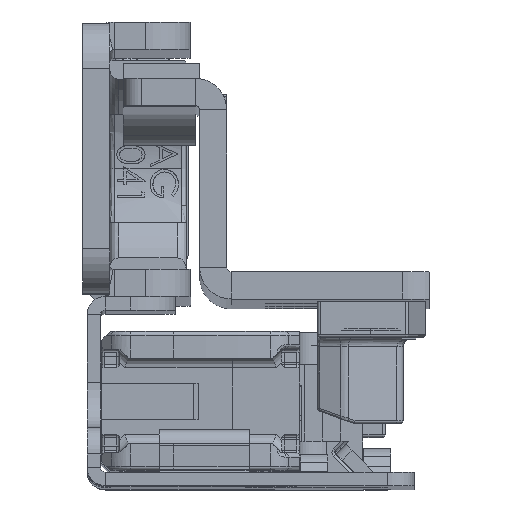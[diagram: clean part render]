
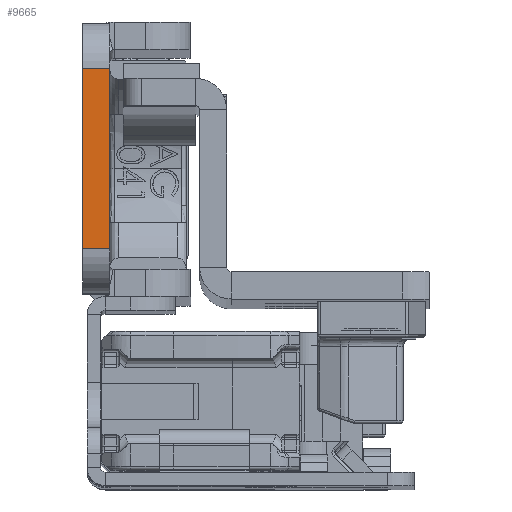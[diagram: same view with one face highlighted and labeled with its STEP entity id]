
A CAD part, top view. The second image highlights one B-rep face of the part: STEP entity #9665.
In plain terms, the highlighted planar face has unit normal (0, 0, 1).
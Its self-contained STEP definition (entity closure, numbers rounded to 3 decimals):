
#802 = LINE ( 'NONE', #34308, #38779 ) ;
#2382 = EDGE_LOOP ( 'NONE', ( #9555, #25154, #10854, #34837 ) ) ;
#2573 = LINE ( 'NONE', #52895, #61743 ) ;
#5980 = LINE ( 'NONE', #12552, #60762 ) ;
#7469 = LINE ( 'NONE', #68333, #52264 ) ;
#9555 = ORIENTED_EDGE ( 'NONE', *, *, #68060, .F. ) ;
#9665 = ADVANCED_FACE ( 'NONE', ( #71286 ), #10429, .F. ) ;
#10429 = PLANE ( 'NONE',  #57466 ) ;
#10854 = ORIENTED_EDGE ( 'NONE', *, *, #51350, .T. ) ;
#11009 = DIRECTION ( 'NONE',  ( -1., 0., 0. ) ) ;
#11234 = CARTESIAN_POINT ( 'NONE',  ( 3., 10., 0. ) ) ;
#12552 = CARTESIAN_POINT ( 'NONE',  ( 3., -22.5, 0. ) ) ;
#12645 = EDGE_CURVE ( 'NONE', #38918, #51112, #2573, .T. ) ;
#13874 = DIRECTION ( 'NONE',  ( 0., -1., 0. ) ) ;
#14616 = VERTEX_POINT ( 'NONE', #11234 ) ;
#21343 = DIRECTION ( 'NONE',  ( -1., 0., 0. ) ) ;
#23147 = DIRECTION ( 'NONE',  ( -1., 0., 0. ) ) ;
#25154 = ORIENTED_EDGE ( 'NONE', *, *, #54898, .F. ) ;
#27454 = VERTEX_POINT ( 'NONE', #59630 ) ;
#33365 = CARTESIAN_POINT ( 'NONE',  ( 3., -22.5, 0. ) ) ;
#34308 = CARTESIAN_POINT ( 'NONE',  ( 3., -10., 0. ) ) ;
#34405 = DIRECTION ( 'NONE',  ( 0., -1., 0. ) ) ;
#34837 = ORIENTED_EDGE ( 'NONE', *, *, #12645, .T. ) ;
#38779 = VECTOR ( 'NONE', #11009, 1000. ) ;
#38918 = VERTEX_POINT ( 'NONE', #50523 ) ;
#42275 = CARTESIAN_POINT ( 'NONE',  ( 0., -10., 0. ) ) ;
#50523 = CARTESIAN_POINT ( 'NONE',  ( 0., 10., 0. ) ) ;
#51112 = VERTEX_POINT ( 'NONE', #42275 ) ;
#51350 = EDGE_CURVE ( 'NONE', #14616, #38918, #7469, .T. ) ;
#52264 = VECTOR ( 'NONE', #23147, 1000. ) ;
#52895 = CARTESIAN_POINT ( 'NONE',  ( 0., -22.5, 0. ) ) ;
#54898 = EDGE_CURVE ( 'NONE', #14616, #27454, #5980, .T. ) ;
#57466 = AXIS2_PLACEMENT_3D ( 'NONE', #33365, #70927, #21343 ) ;
#59630 = CARTESIAN_POINT ( 'NONE',  ( 3., -10., 0. ) ) ;
#60762 = VECTOR ( 'NONE', #34405, 1000. ) ;
#61743 = VECTOR ( 'NONE', #13874, 1000. ) ;
#68060 = EDGE_CURVE ( 'NONE', #27454, #51112, #802, .T. ) ;
#68333 = CARTESIAN_POINT ( 'NONE',  ( 3., 10., 0. ) ) ;
#70927 = DIRECTION ( 'NONE',  ( 0., 0., -1. ) ) ;
#71286 = FACE_OUTER_BOUND ( 'NONE', #2382, .T. ) ;
